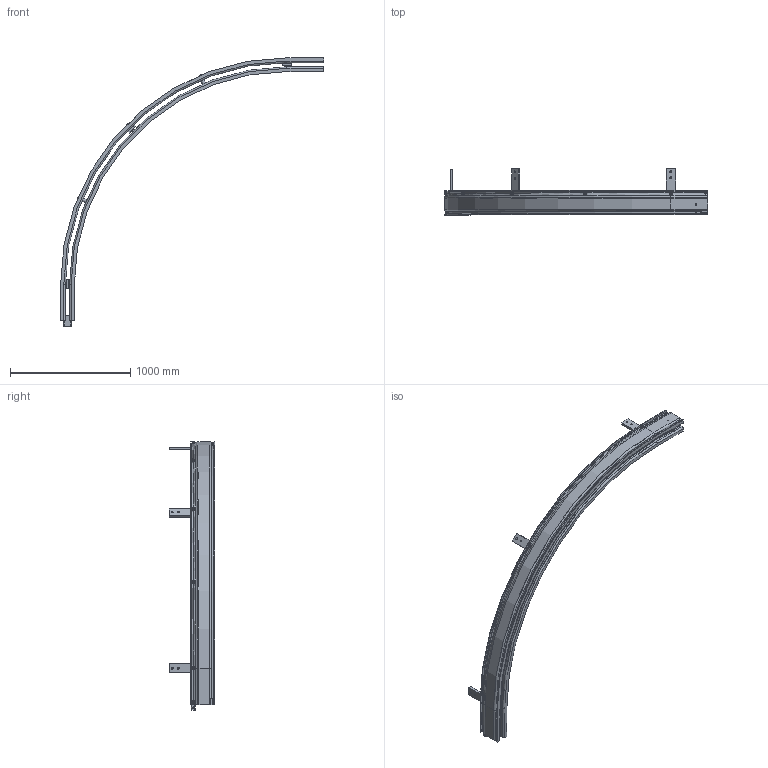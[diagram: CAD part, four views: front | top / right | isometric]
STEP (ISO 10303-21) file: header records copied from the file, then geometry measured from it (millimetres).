
FILE_DESCRIPTION((''),'2;1');
FILE_NAME('87050.stp','2009-10-15T09:47:24',('jholman'),(''),'Autodesk Inventor 2009','Autodesk Inventor 2009','');
FILE_SCHEMA(('AUTOMOTIVE_DESIGN { 1 0 10303 214 1 1 1 1 }'));
Length unit declared in the file: inch
Products named in the file (8): 3D11PND4D.iam (LevelofDetail1); 3D11LND4D; Hex Bolt - UNC (Regular Thread - Inch) 1/2-13 UNC - 4; 3D11N3B4A; Prevailing Torque Type Hex Nut - UNC (Regular Thread - Inch)  (IFI) 1/2 - 13 Metal Type; 3D111OB4B; 3D110OB4B; 3D112OB4B
Assembly tree (36 placements, depth 2):
  3D11PND4D.iam (LevelofDetail1)
    3D11LND4D
    Hex Bolt - UNC (Regular Thread - Inch) 1/2-13 UNC - 4  x6
    3D11N3B4A  x12
    Prevailing Torque Type Hex Nut - UNC (Regular Thread - Inch)  (IFI) 1/2 - 13 Metal Type  x8
    3D111OB4B  x5
    3D110OB4B  x3
    3D112OB4B
Bounding box: 2191.56 x 382.59 x 2235.21 mm (x, y, z)
Volume: 16356408.7 mm3; surface area: 4748922.2 mm2
Topology: 37 solids, 37 shells, 1255 faces, 2978 edges, 1709 vertices
Faces by surface type: bspline 491, plane 286, cylinder 182, cone 120, sphere 96, torus 80
Full cylindrical faces by diameter (mm): 12.7 x6, 13.081 x6, 14.288 x14, 15.875 x5, 19.05 x6, 25.4 x5, 26.988 x12
Entity records: 14932 total; most frequent: CARTESIAN_POINT 6034, ORIENTED_EDGE 1790, DIRECTION 1772, EDGE_CURVE 895, AXIS2_PLACEMENT_3D 695, VERTEX_POINT 567, EDGE_LOOP 438, CIRCLE 387
